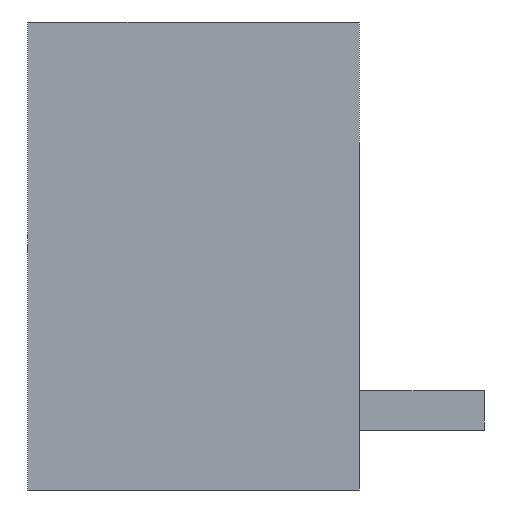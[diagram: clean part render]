
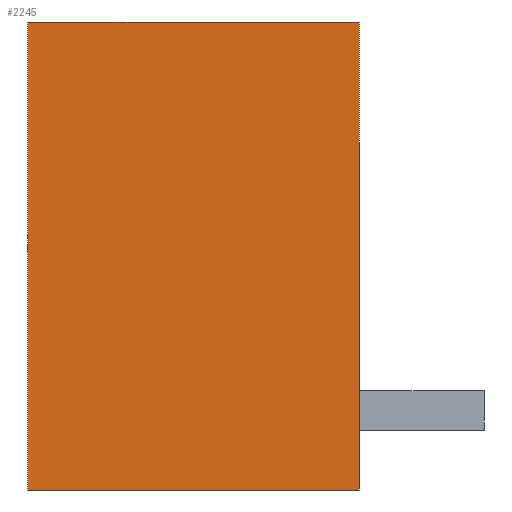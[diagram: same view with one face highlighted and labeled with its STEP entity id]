
A CAD part, left-side view. The second image highlights one B-rep face of the part: STEP entity #2245.
In plain terms, the highlighted planar face has unit normal (-1, 0, 0).
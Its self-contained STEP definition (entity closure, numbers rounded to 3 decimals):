
#2232=AXIS2_PLACEMENT_3D('Plane Axis2P3D',#2229,#2230,#2231) ;
#188=CARTESIAN_POINT('Vertex',(0.,3.2,12.)) ;
#191=CARTESIAN_POINT('Line Origine',(0.,3.2,6.)) ;
#195=CARTESIAN_POINT('Vertex',(0.,3.2,0.)) ;
#249=CARTESIAN_POINT('Line Origine',(0.,7.45,0.)) ;
#253=CARTESIAN_POINT('Vertex',(0.,11.7,0.)) ;
#1513=CARTESIAN_POINT('Line Origine',(0.,7.45,12.)) ;
#1517=CARTESIAN_POINT('Vertex',(0.,11.7,12.)) ;
#2229=CARTESIAN_POINT('Axis2P3D Location',(0.,0.,0.)) ;
#2234=CARTESIAN_POINT('Line Origine',(0.,11.7,6.)) ;
#192=DIRECTION('Vector Direction',(0.,0.,-1.)) ;
#250=DIRECTION('Vector Direction',(0.,-1.,0.)) ;
#1514=DIRECTION('Vector Direction',(0.,1.,0.)) ;
#2230=DIRECTION('Axis2P3D Direction',(-1.,0.,0.)) ;
#2231=DIRECTION('Axis2P3D XDirection',(0.,0.,1.)) ;
#2235=DIRECTION('Vector Direction',(0.,0.,1.)) ;
#193=VECTOR('Line Direction',#192,1.) ;
#251=VECTOR('Line Direction',#250,1.) ;
#1515=VECTOR('Line Direction',#1514,1.) ;
#2236=VECTOR('Line Direction',#2235,1.) ;
#2240=ORIENTED_EDGE('',*,*,#255,.T.) ;
#2241=ORIENTED_EDGE('',*,*,#197,.T.) ;
#2242=ORIENTED_EDGE('',*,*,#1519,.T.) ;
#2243=ORIENTED_EDGE('',*,*,#2238,.T.) ;
#2245=ADVANCED_FACE('HOUSING',(#2244),#2233,.T.) ;
#197=EDGE_CURVE('',#196,#189,#194,.F.) ;
#255=EDGE_CURVE('',#254,#196,#252,.T.) ;
#1519=EDGE_CURVE('',#189,#1518,#1516,.T.) ;
#2238=EDGE_CURVE('',#1518,#254,#2237,.F.) ;
#2239=EDGE_LOOP('',(#2240,#2241,#2242,#2243)) ;
#2244=FACE_OUTER_BOUND('',#2239,.T.) ;
#194=LINE('Line',#191,#193) ;
#252=LINE('Line',#249,#251) ;
#1516=LINE('Line',#1513,#1515) ;
#2237=LINE('Line',#2234,#2236) ;
#2233=PLANE('',#2232) ;
#189=VERTEX_POINT('',#188) ;
#196=VERTEX_POINT('',#195) ;
#254=VERTEX_POINT('',#253) ;
#1518=VERTEX_POINT('',#1517) ;
